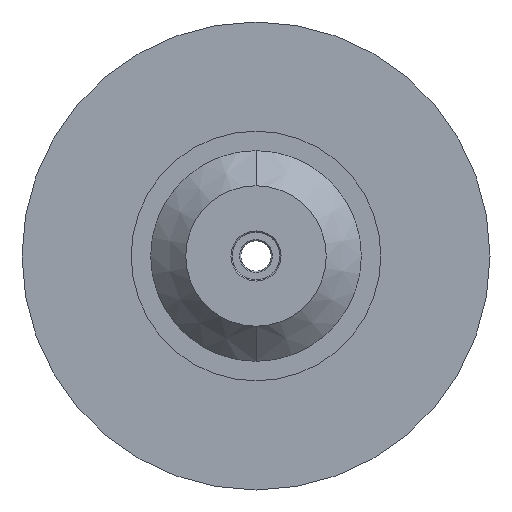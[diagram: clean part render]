
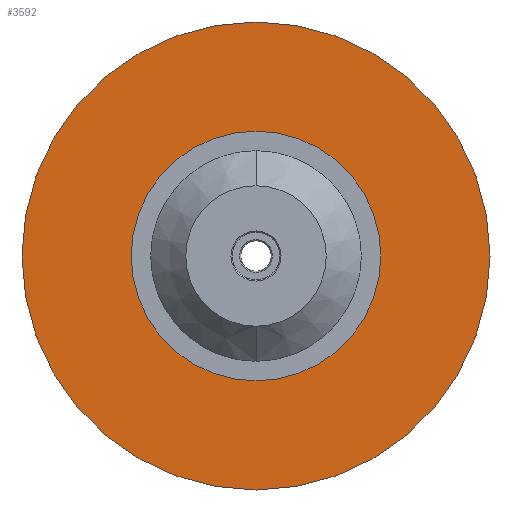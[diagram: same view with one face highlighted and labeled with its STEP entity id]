
A CAD part, front view. The second image highlights one B-rep face of the part: STEP entity #3592.
In plain terms, the highlighted planar face has unit normal (0, -1, 0).
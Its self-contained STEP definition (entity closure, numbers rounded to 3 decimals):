
#2 = DIRECTION ( 'NONE',  ( 0., 0., -1. ) ) ;
#174 = AXIS2_PLACEMENT_3D ( 'NONE', #4004, #2721, #3360 ) ;
#197 = CIRCLE ( 'NONE', #3702, 108.571 ) ;
#221 = ORIENTED_EDGE ( 'NONE', *, *, #495, .T. ) ;
#495 = EDGE_CURVE ( 'NONE', #3080, #3006, #3546, .T. ) ;
#698 = CIRCLE ( 'NONE', #174, 57.926 ) ;
#785 = DIRECTION ( 'NONE',  ( 0., 0., -1. ) ) ;
#883 = ORIENTED_EDGE ( 'NONE', *, *, #3267, .T. ) ;
#1082 = EDGE_CURVE ( 'NONE', #1500, #1372, #698, .T. ) ;
#1108 = EDGE_LOOP ( 'NONE', ( #1755, #2282 ) ) ;
#1146 = DIRECTION ( 'NONE',  ( 0., 0., -1. ) ) ;
#1318 = DIRECTION ( 'NONE',  ( 0., 0., -1. ) ) ;
#1322 = CARTESIAN_POINT ( 'NONE',  ( 0., -30.938, 57.926 ) ) ;
#1372 = VERTEX_POINT ( 'NONE', #1559 ) ;
#1500 = VERTEX_POINT ( 'NONE', #1322 ) ;
#1559 = CARTESIAN_POINT ( 'NONE',  ( 0., -30.938, -57.926 ) ) ;
#1712 = FACE_BOUND ( 'NONE', #1108, .T. ) ;
#1755 = ORIENTED_EDGE ( 'NONE', *, *, #2564, .F. ) ;
#1818 = DIRECTION ( 'NONE',  ( 0., -1., 0. ) ) ;
#1977 = FACE_OUTER_BOUND ( 'NONE', #2489, .T. ) ;
#2282 = ORIENTED_EDGE ( 'NONE', *, *, #1082, .F. ) ;
#2489 = EDGE_LOOP ( 'NONE', ( #883, #221 ) ) ;
#2559 = AXIS2_PLACEMENT_3D ( 'NONE', #3163, #2857, #2 ) ;
#2564 = EDGE_CURVE ( 'NONE', #1372, #1500, #2660, .T. ) ;
#2660 = CIRCLE ( 'NONE', #3383, 57.926 ) ;
#2721 = DIRECTION ( 'NONE',  ( 0., -1., 0. ) ) ;
#2857 = DIRECTION ( 'NONE',  ( 0., -1., 0. ) ) ;
#2910 = CARTESIAN_POINT ( 'NONE',  ( 0., -30.938, 0. ) ) ;
#3006 = VERTEX_POINT ( 'NONE', #3386 ) ;
#3080 = VERTEX_POINT ( 'NONE', #3444 ) ;
#3163 = CARTESIAN_POINT ( 'NONE',  ( 0., -30.938, 0. ) ) ;
#3183 = AXIS2_PLACEMENT_3D ( 'NONE', #3301, #3547, #785 ) ;
#3267 = EDGE_CURVE ( 'NONE', #3006, #3080, #197, .T. ) ;
#3301 = CARTESIAN_POINT ( 'NONE',  ( 0., -30.938, 0. ) ) ;
#3360 = DIRECTION ( 'NONE',  ( 0., 0., -1. ) ) ;
#3383 = AXIS2_PLACEMENT_3D ( 'NONE', #3993, #1818, #1146 ) ;
#3386 = CARTESIAN_POINT ( 'NONE',  ( 0., -30.938, 108.571 ) ) ;
#3444 = CARTESIAN_POINT ( 'NONE',  ( 0., -30.938, -108.571 ) ) ;
#3546 = CIRCLE ( 'NONE', #2559, 108.571 ) ;
#3547 = DIRECTION ( 'NONE',  ( 0., -1., 0. ) ) ;
#3555 = DIRECTION ( 'NONE',  ( 0., -1., 0. ) ) ;
#3592 = ADVANCED_FACE ( 'NONE', ( #1977, #1712 ), #3629, .T. ) ;
#3629 = PLANE ( 'NONE',  #3183 ) ;
#3702 = AXIS2_PLACEMENT_3D ( 'NONE', #2910, #3555, #1318 ) ;
#3993 = CARTESIAN_POINT ( 'NONE',  ( 0., -30.938, 0. ) ) ;
#4004 = CARTESIAN_POINT ( 'NONE',  ( 0., -30.938, 0. ) ) ;
